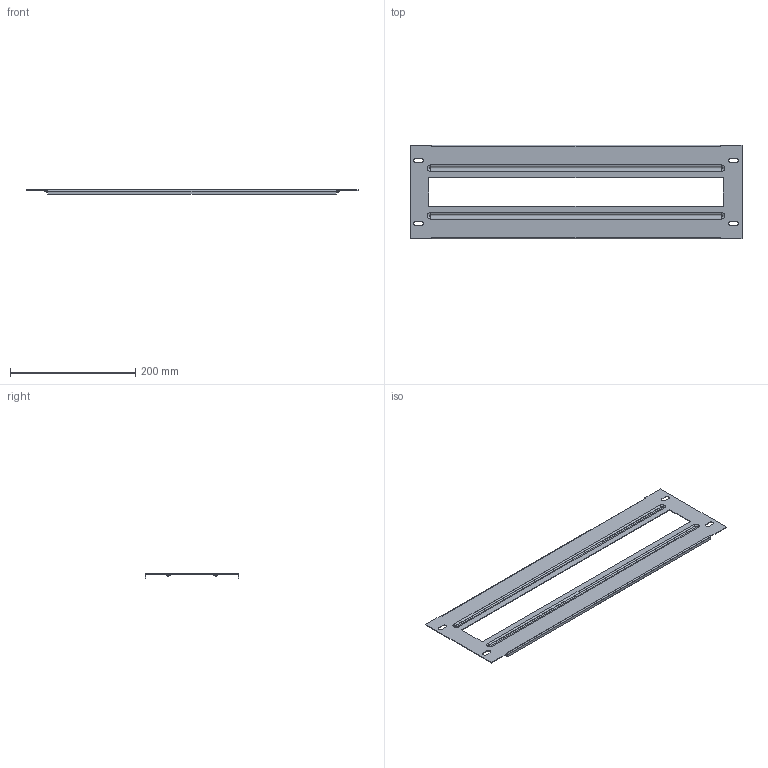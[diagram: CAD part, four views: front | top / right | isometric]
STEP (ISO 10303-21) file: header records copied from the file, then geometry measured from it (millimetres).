
FILE_DESCRIPTION (( 'STEP AP214' ), '1' );
FILE_NAME ('YKV-PL-0-36-60-0 Ïàíåëü ËÌÀ ê ÂÐÓ-õ õõ.60.õõ 36 TITAN (H=150) ê-ò 2 øò..STEP', '2020-02-20T09:16:39', ( '' ), ( '' ), 'SwSTEP 2.0', 'SolidWorks 2017', '' );
FILE_SCHEMA (( 'AUTOMOTIVE_DESIGN' ));
Length unit declared in the file: millimetre
Products named in the file (1): YKV-PL-0-36-60-0 Ïàíåëü ËÌÀ ê ÂÐÓ-õ õõ.60.õõ 36 TITAN (H=150) ê-ò 2 øò.
Bounding box: 530 x 149 x 6.5 mm (x, y, z)
Volume: 62910.8 mm3; surface area: 128389.2 mm2
Topology: 1 solids, 1 shells, 82 faces, 200 edges, 124 vertices
Faces by surface type: plane 38, cylinder 28, torus 8, sphere 8
Entity records: 2450 total; most frequent: DIRECTION 442, CARTESIAN_POINT 407, ORIENTED_EDGE 400, EDGE_CURVE 200, AXIS2_PLACEMENT_3D 159, VERTEX_POINT 124, LINE 124, VECTOR 124
